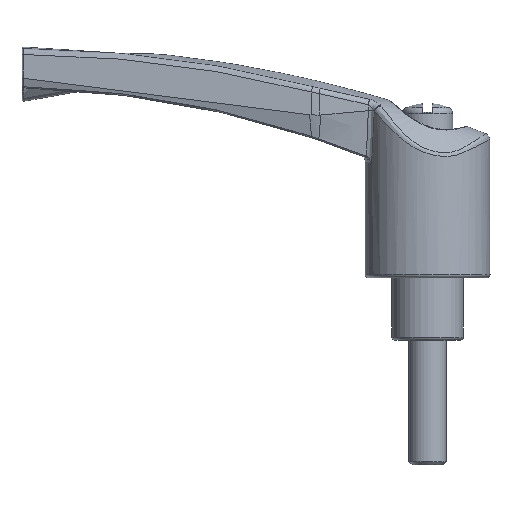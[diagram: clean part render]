
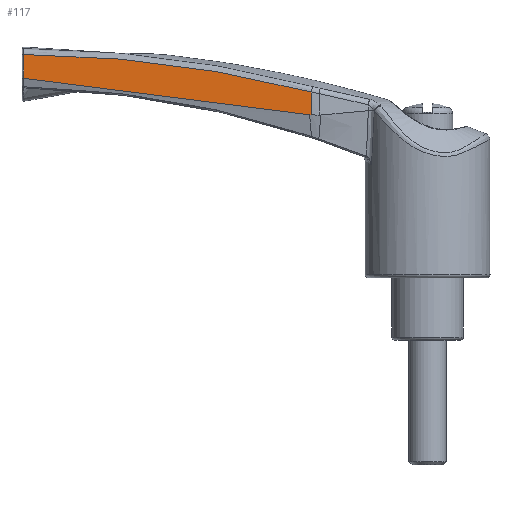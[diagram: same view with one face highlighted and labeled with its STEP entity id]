
A CAD part, left-side view. The second image highlights one B-rep face of the part: STEP entity #117.
In plain terms, the highlighted free-form (B-spline) face has degree [3, 3] with [4, 4] control points.
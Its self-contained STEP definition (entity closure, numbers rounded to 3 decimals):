
#117 = ADVANCED_FACE( '', ( #293 ), #294, .F. );
#293 = FACE_OUTER_BOUND( '', #755, .T. );
#294 = B_SPLINE_SURFACE_WITH_KNOTS( '', 3, 3, ( ( #756, #757, #758, #759 ), ( #760, #761, #762, #763 ), ( #764, #765, #766, #767 ), ( #768, #769, #770, #771 ) ), .UNSPECIFIED., .F., .F., .F., ( 4, 4 ), ( 4, 4 ), ( 0., 1. ), ( 0., 1. ), .UNSPECIFIED. );
#755 = EDGE_LOOP( '', ( #5315, #5316, #5317, #5318, #5319 ) );
#756 = CARTESIAN_POINT( '', ( -5., 18., 41. ) );
#757 = CARTESIAN_POINT( '', ( -4.383, 33.667, 41.274 ) );
#758 = CARTESIAN_POINT( '', ( -3.767, 49.333, 41.548 ) );
#759 = CARTESIAN_POINT( '', ( -3.15, 65., 41.823 ) );
#760 = CARTESIAN_POINT( '', ( -5.167, 18., 36. ) );
#761 = CARTESIAN_POINT( '', ( -4.533, 33.667, 36.849 ) );
#762 = CARTESIAN_POINT( '', ( -3.9, 49.333, 37.699 ) );
#763 = CARTESIAN_POINT( '', ( -3.267, 65., 38.548 ) );
#764 = CARTESIAN_POINT( '', ( -5.333, 18., 31. ) );
#765 = CARTESIAN_POINT( '', ( -4.683, 33.667, 32.425 ) );
#766 = CARTESIAN_POINT( '', ( -4.033, 49.333, 33.849 ) );
#767 = CARTESIAN_POINT( '', ( -3.383, 65., 35.274 ) );
#768 = CARTESIAN_POINT( '', ( -5.5, 18., 26. ) );
#769 = CARTESIAN_POINT( '', ( -4.833, 33.667, 28. ) );
#770 = CARTESIAN_POINT( '', ( -4.167, 49.333, 30. ) );
#771 = CARTESIAN_POINT( '', ( -3.5, 65., 32. ) );
#5315 = ORIENTED_EDGE( '', *, *, #5759, .T. );
#5316 = ORIENTED_EDGE( '', *, *, #5752, .T. );
#5317 = ORIENTED_EDGE( '', *, *, #5760, .F. );
#5318 = ORIENTED_EDGE( '', *, *, #5761, .T. );
#5319 = ORIENTED_EDGE( '', *, *, #5762, .T. );
#5752 = EDGE_CURVE( '', #6002, #6004, #6006, .T. );
#5759 = EDGE_CURVE( '', #6017, #6002, #6018, .T. );
#5760 = EDGE_CURVE( '', #6019, #6004, #6020, .T. );
#5761 = EDGE_CURVE( '', #6019, #6021, #6022, .T. );
#5762 = EDGE_CURVE( '', #6021, #6017, #6023, .T. );
#6002 = VERTEX_POINT( '', #6737 );
#6004 = VERTEX_POINT( '', #6739 );
#6006 = B_SPLINE_CURVE_WITH_KNOTS( '', 3, ( #6744, #6745, #6746, #6747, #6748, #6749, #6750, #6751, #6752, #6753 ), .UNSPECIFIED., .F., .F., ( 4, 3, 3, 4 ), ( 0., 0.001, 0.002, 0.004 ), .UNSPECIFIED. );
#6017 = VERTEX_POINT( '', #6781 );
#6018 = B_SPLINE_CURVE_WITH_KNOTS( '', 3, ( #6782, #6783, #6784, #6785, #6786, #6787, #6788, #6789, #6790, #6791, #6792, #6793, #6794, #6795, #6796, #6797, #6798, #6799, #6800, #6801, #6802, #6803, #6804, #6805 ), .UNSPECIFIED., .F., .F., ( 4, 2, 1, 2, 2, 1, 1, 2, 1, 2, 2, 1, 1, 2, 4 ), ( 0., 0.006, 0.012, 0.017, 0.018, 0.019, 0.02, 0.023, 0.029, 0.035, 0.036, 0.036, 0.038, 0.041, 0.047 ), .UNSPECIFIED. );
#6019 = VERTEX_POINT( '', #6806 );
#6020 = B_SPLINE_CURVE_WITH_KNOTS( '', 3, ( #6807, #6808, #6809, #6810 ), .UNSPECIFIED., .F., .F., ( 4, 4 ), ( 0.019, 0.995 ), .UNSPECIFIED. );
#6021 = VERTEX_POINT( '', #6811 );
#6022 = B_SPLINE_CURVE_WITH_KNOTS( '', 3, ( #6812, #6813, #6814, #6815 ), .UNSPECIFIED., .F., .F., ( 4, 4 ), ( 0., 0. ), .UNSPECIFIED. );
#6023 = B_SPLINE_CURVE_WITH_KNOTS( '', 3, ( #6816, #6817, #6818, #6819, #6820, #6821, #6822 ), .UNSPECIFIED., .F., .F., ( 4, 3, 4 ), ( 0., 0.002, 0.004 ), .UNSPECIFIED. );
#6737 = CARTESIAN_POINT( '', ( -3.374, 64.76, 35.785 ) );
#6739 = CARTESIAN_POINT( '', ( -3.51, 64.759, 31.969 ) );
#6744 = CARTESIAN_POINT( '', ( -3.374, 64.76, 35.785 ) );
#6745 = CARTESIAN_POINT( '', ( -3.38, 64.76, 35.618 ) );
#6746 = CARTESIAN_POINT( '', ( -3.386, 64.76, 35.451 ) );
#6747 = CARTESIAN_POINT( '', ( -3.392, 64.76, 35.285 ) );
#6748 = CARTESIAN_POINT( '', ( -3.416, 64.76, 34.619 ) );
#6749 = CARTESIAN_POINT( '', ( -3.44, 64.76, 33.952 ) );
#6750 = CARTESIAN_POINT( '', ( -3.463, 64.76, 33.286 ) );
#6751 = CARTESIAN_POINT( '', ( -3.479, 64.76, 32.847 ) );
#6752 = CARTESIAN_POINT( '', ( -3.495, 64.759, 32.408 ) );
#6753 = CARTESIAN_POINT( '', ( -3.51, 64.759, 31.969 ) );
#6781 = CARTESIAN_POINT( '', ( -5.349, 18.647, 29.776 ) );
#6782 = CARTESIAN_POINT( '', ( -5.349, 18.647, 29.776 ) );
#6783 = CARTESIAN_POINT( '', ( -5.261, 20.529, 30.262 ) );
#6784 = CARTESIAN_POINT( '', ( -5.173, 22.416, 30.719 ) );
#6785 = CARTESIAN_POINT( '', ( -4.999, 26.204, 31.574 ) );
#6786 = CARTESIAN_POINT( '', ( -4.826, 30.005, 32.369 ) );
#6787 = CARTESIAN_POINT( '', ( -4.656, 33.83, 33.046 ) );
#6788 = CARTESIAN_POINT( '', ( -4.561, 35.988, 33.394 ) );
#6789 = CARTESIAN_POINT( '', ( -4.551, 36.228, 33.432 ) );
#6790 = CARTESIAN_POINT( '', ( -4.53, 36.708, 33.507 ) );
#6791 = CARTESIAN_POINT( '', ( -4.498, 37.428, 33.619 ) );
#6792 = CARTESIAN_POINT( '', ( -4.425, 39.11, 33.87 ) );
#6793 = CARTESIAN_POINT( '', ( -4.363, 40.553, 34.069 ) );
#6794 = CARTESIAN_POINT( '', ( -4.239, 43.441, 34.444 ) );
#6795 = CARTESIAN_POINT( '', ( -4.076, 47.299, 34.885 ) );
#6796 = CARTESIAN_POINT( '', ( -3.916, 51.171, 35.209 ) );
#6797 = CARTESIAN_POINT( '', ( -3.827, 53.352, 35.358 ) );
#6798 = CARTESIAN_POINT( '', ( -3.817, 53.595, 35.374 ) );
#6799 = CARTESIAN_POINT( '', ( -3.797, 54.08, 35.406 ) );
#6800 = CARTESIAN_POINT( '', ( -3.768, 54.807, 35.451 ) );
#6801 = CARTESIAN_POINT( '', ( -3.699, 56.505, 35.548 ) );
#6802 = CARTESIAN_POINT( '', ( -3.641, 57.961, 35.614 ) );
#6803 = CARTESIAN_POINT( '', ( -3.525, 60.873, 35.725 ) );
#6804 = CARTESIAN_POINT( '', ( -3.449, 62.816, 35.77 ) );
#6805 = CARTESIAN_POINT( '', ( -3.374, 64.76, 35.785 ) );
#6806 = CARTESIAN_POINT( '', ( -5.461, 18.91, 26.116 ) );
#6807 = CARTESIAN_POINT( '', ( -5.461, 18.91, 26.116 ) );
#6808 = CARTESIAN_POINT( '', ( -4.811, 34.193, 28.067 ) );
#6809 = CARTESIAN_POINT( '', ( -4.161, 49.476, 30.018 ) );
#6810 = CARTESIAN_POINT( '', ( -3.51, 64.759, 31.969 ) );
#6811 = CARTESIAN_POINT( '', ( -5.473, 18.63, 26.095 ) );
#6812 = CARTESIAN_POINT( '', ( -5.461, 18.91, 26.116 ) );
#6813 = CARTESIAN_POINT( '', ( -5.465, 18.817, 26.104 ) );
#6814 = CARTESIAN_POINT( '', ( -5.469, 18.724, 26.097 ) );
#6815 = CARTESIAN_POINT( '', ( -5.473, 18.63, 26.095 ) );
#6816 = CARTESIAN_POINT( '', ( -5.473, 18.63, 26.095 ) );
#6817 = CARTESIAN_POINT( '', ( -5.45, 18.633, 26.767 ) );
#6818 = CARTESIAN_POINT( '', ( -5.428, 18.636, 27.44 ) );
#6819 = CARTESIAN_POINT( '', ( -5.405, 18.639, 28.112 ) );
#6820 = CARTESIAN_POINT( '', ( -5.386, 18.642, 28.667 ) );
#6821 = CARTESIAN_POINT( '', ( -5.368, 18.645, 29.221 ) );
#6822 = CARTESIAN_POINT( '', ( -5.349, 18.647, 29.776 ) );
